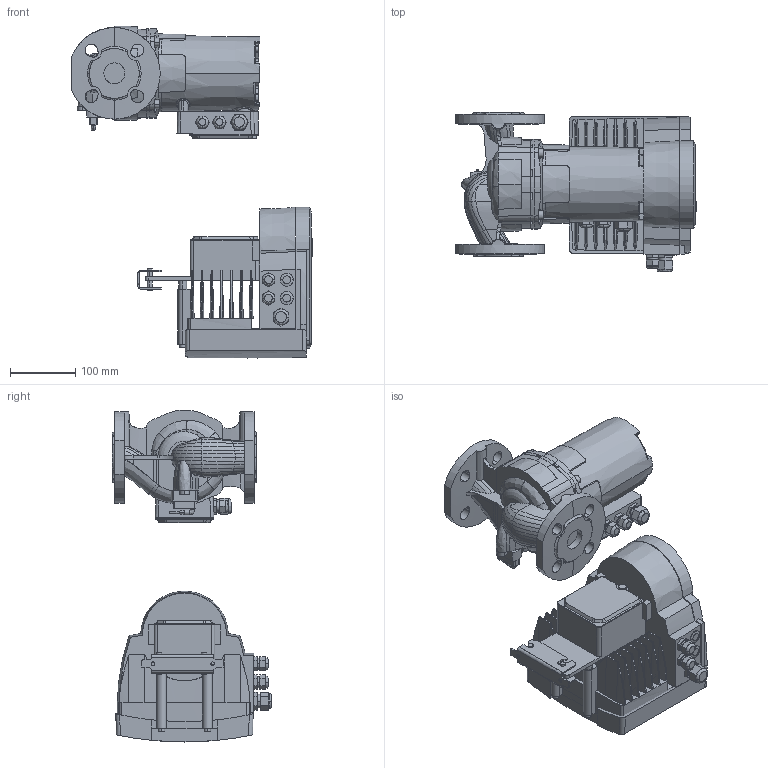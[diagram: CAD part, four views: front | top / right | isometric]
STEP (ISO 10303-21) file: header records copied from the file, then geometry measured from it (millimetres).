
FILE_DESCRIPTION (( 'STEP AP203' ), '1' );
FILE_NAME ('ModulA 32F GREEN.STEP', '2014-07-15T11:45:46', ( '' ), ( '' ), 'SwSTEP 2.0', 'SolidWorks 2011', '' );
FILE_SCHEMA (( 'CONFIG_CONTROL_DESIGN' ));
Length unit declared in the file: millimetre
Products named in the file (1): ModulA 32F GREEN
Bounding box: 367.15 x 243 x 507.2 mm (x, y, z)
Volume: 9488551.7 mm3; surface area: 983275 mm2
Topology: 16 solids, 21 shells, 1676 faces, 4488 edges, 2904 vertices
Faces by surface type: plane 661, bspline 477, cylinder 384, cone 134, torus 20
Entity records: 93693 total; most frequent: CARTESIAN_POINT 56542, ORIENTED_EDGE 8920, DIRECTION 5802, EDGE_CURVE 4460, VERTEX_POINT 2904, VECTOR 1966, LINE 1966, AXIS2_PLACEMENT_3D 1918
